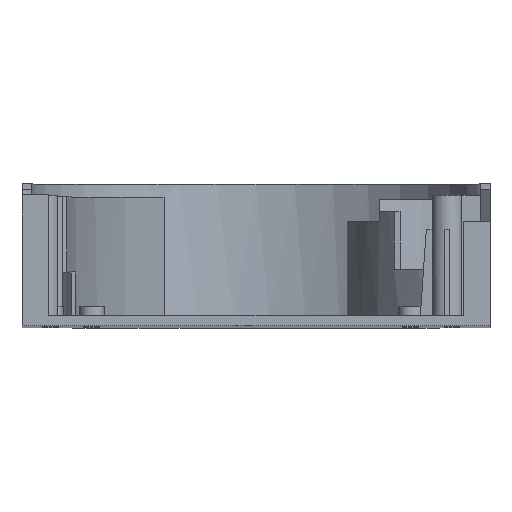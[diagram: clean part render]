
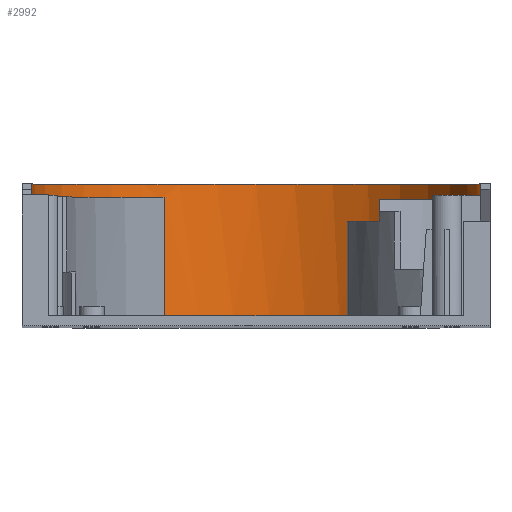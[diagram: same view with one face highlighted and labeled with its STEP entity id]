
A CAD part, top view. The second image highlights one B-rep face of the part: STEP entity #2992.
In plain terms, the highlighted cylindrical face has radius 46.5 mm (diameter 93 mm), a partial arc.
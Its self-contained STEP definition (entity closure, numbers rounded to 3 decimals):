
#17 = ORIENTED_EDGE ( 'NONE', *, *, #5665, .F. ) ;
#70 = ORIENTED_EDGE ( 'NONE', *, *, #4770, .F. ) ;
#101 = VECTOR ( 'NONE', #910, 1000. ) ;
#171 = CARTESIAN_POINT ( 'NONE',  ( -46.5, 29.8, -250.45 ) ) ;
#178 = AXIS2_PLACEMENT_3D ( 'NONE', #5710, #2993, #238 ) ;
#208 = DIRECTION ( 'NONE',  ( 0., -1., 0. ) ) ;
#222 = EDGE_LOOP ( 'NONE', ( #4524, #2192, #2704, #17, #4825, #3911, #70, #613, #1848, #445, #3260, #2042 ) ) ;
#238 = DIRECTION ( 'NONE',  ( 0., 0., 1. ) ) ;
#241 = LINE ( 'NONE', #2178, #2549 ) ;
#247 = LINE ( 'NONE', #4088, #101 ) ;
#269 = CARTESIAN_POINT ( 'NONE',  ( 0., 29.8, -250.45 ) ) ;
#346 = CARTESIAN_POINT ( 'NONE',  ( 46.368, 2., -253.95 ) ) ;
#445 = ORIENTED_EDGE ( 'NONE', *, *, #1860, .F. ) ;
#613 = ORIENTED_EDGE ( 'NONE', *, *, #862, .T. ) ;
#665 = VERTEX_POINT ( 'NONE', #1467 ) ;
#841 = CIRCLE ( 'NONE', #178, 46.5 ) ;
#862 = EDGE_CURVE ( 'NONE', #3895, #2125, #4801, .T. ) ;
#910 = DIRECTION ( 'NONE',  ( 0., -1., 0. ) ) ;
#1055 = CARTESIAN_POINT ( 'NONE',  ( 0., 2., -250.45 ) ) ;
#1057 = LINE ( 'NONE', #171, #4549 ) ;
#1107 = CARTESIAN_POINT ( 'NONE',  ( 0., 2., -250.45 ) ) ;
#1128 = EDGE_CURVE ( 'NONE', #1475, #1192, #1172, .T. ) ;
#1134 = CARTESIAN_POINT ( 'NONE',  ( 45.299, 26.5, -260.95 ) ) ;
#1135 = CARTESIAN_POINT ( 'NONE',  ( -19.067, 96.288, -292.861 ) ) ;
#1172 = LINE ( 'NONE', #1135, #2234 ) ;
#1192 = VERTEX_POINT ( 'NONE', #5758 ) ;
#1457 = CARTESIAN_POINT ( 'NONE',  ( -20.976, 2., -291.95 ) ) ;
#1467 = CARTESIAN_POINT ( 'NONE',  ( 46.368, 26.5, -253.95 ) ) ;
#1475 = VERTEX_POINT ( 'NONE', #4590 ) ;
#1516 = DIRECTION ( 'NONE',  ( -1., 0., 0. ) ) ;
#1518 = CIRCLE ( 'NONE', #5626, 46.5 ) ;
#1534 = AXIS2_PLACEMENT_3D ( 'NONE', #1055, #4223, #1516 ) ;
#1568 = CARTESIAN_POINT ( 'NONE',  ( 46.5, 2., -250.45 ) ) ;
#1573 = CIRCLE ( 'NONE', #1534, 46.5 ) ;
#1574 = DIRECTION ( 'NONE',  ( -1., 0., 0. ) ) ;
#1841 = LINE ( 'NONE', #4212, #2899 ) ;
#1848 = ORIENTED_EDGE ( 'NONE', *, *, #3212, .T. ) ;
#1854 = CARTESIAN_POINT ( 'NONE',  ( -20.976, 27.1, -291.95 ) ) ;
#1860 = EDGE_CURVE ( 'NONE', #3071, #5387, #5558, .T. ) ;
#1935 = EDGE_CURVE ( 'NONE', #665, #2130, #4199, .T. ) ;
#2042 = ORIENTED_EDGE ( 'NONE', *, *, #2674, .T. ) ;
#2125 = VERTEX_POINT ( 'NONE', #5383 ) ;
#2130 = VERTEX_POINT ( 'NONE', #346 ) ;
#2178 = CARTESIAN_POINT ( 'NONE',  ( -20.976, 96.288, -291.95 ) ) ;
#2192 = ORIENTED_EDGE ( 'NONE', *, *, #2548, .F. ) ;
#2234 = VECTOR ( 'NONE', #5694, 1000. ) ;
#2256 = VERTEX_POINT ( 'NONE', #1854 ) ;
#2440 = DIRECTION ( 'NONE',  ( 0., -1., 0. ) ) ;
#2532 = AXIS2_PLACEMENT_3D ( 'NONE', #2747, #3662, #5473 ) ;
#2548 = EDGE_CURVE ( 'NONE', #2559, #1192, #1573, .T. ) ;
#2549 = VECTOR ( 'NONE', #2643, 1000. ) ;
#2559 = VERTEX_POINT ( 'NONE', #3325 ) ;
#2572 = CARTESIAN_POINT ( 'NONE',  ( 0., 2., -250.45 ) ) ;
#2643 = DIRECTION ( 'NONE',  ( 0., -1., 0. ) ) ;
#2674 = EDGE_CURVE ( 'NONE', #2256, #1475, #841, .T. ) ;
#2704 = ORIENTED_EDGE ( 'NONE', *, *, #3944, .F. ) ;
#2723 = DIRECTION ( 'NONE',  ( 0., 1., 0. ) ) ;
#2747 = CARTESIAN_POINT ( 'NONE',  ( 0., 29.8, -250.45 ) ) ;
#2899 = VECTOR ( 'NONE', #4193, 1000. ) ;
#2960 = CARTESIAN_POINT ( 'NONE',  ( -46.5, 2., -250.45 ) ) ;
#2992 = ADVANCED_FACE ( 'NONE', ( #3418 ), #3282, .F. ) ;
#2993 = DIRECTION ( 'NONE',  ( 0., -1., 0. ) ) ;
#3014 = DIRECTION ( 'NONE',  ( 0., 1., 0. ) ) ;
#3022 = DIRECTION ( 'NONE',  ( -1., 0., 0. ) ) ;
#3027 = AXIS2_PLACEMENT_3D ( 'NONE', #2572, #5750, #3022 ) ;
#3071 = VERTEX_POINT ( 'NONE', #1457 ) ;
#3212 = EDGE_CURVE ( 'NONE', #2125, #5387, #1057, .T. ) ;
#3260 = ORIENTED_EDGE ( 'NONE', *, *, #4929, .F. ) ;
#3282 = CYLINDRICAL_SURFACE ( 'NONE', #2532, 46.5 ) ;
#3325 = CARTESIAN_POINT ( 'NONE',  ( 45.299, 2., -260.95 ) ) ;
#3350 = EDGE_CURVE ( 'NONE', #5832, #2130, #4115, .T. ) ;
#3418 = FACE_OUTER_BOUND ( 'NONE', #222, .T. ) ;
#3662 = DIRECTION ( 'NONE',  ( 0., -1., 0. ) ) ;
#3895 = VERTEX_POINT ( 'NONE', #5874 ) ;
#3911 = ORIENTED_EDGE ( 'NONE', *, *, #3350, .F. ) ;
#3944 = EDGE_CURVE ( 'NONE', #5350, #2559, #247, .T. ) ;
#4088 = CARTESIAN_POINT ( 'NONE',  ( 45.299, 12., -260.95 ) ) ;
#4115 = CIRCLE ( 'NONE', #3027, 46.5 ) ;
#4193 = DIRECTION ( 'NONE',  ( 0., -1., 0. ) ) ;
#4199 = LINE ( 'NONE', #4778, #5287 ) ;
#4212 = CARTESIAN_POINT ( 'NONE',  ( 46.5, 29.8, -250.45 ) ) ;
#4223 = DIRECTION ( 'NONE',  ( 0., 1., 0. ) ) ;
#4284 = DIRECTION ( 'NONE',  ( 0., 1., 0. ) ) ;
#4468 = AXIS2_PLACEMENT_3D ( 'NONE', #269, #3014, #5744 ) ;
#4524 = ORIENTED_EDGE ( 'NONE', *, *, #1128, .T. ) ;
#4549 = VECTOR ( 'NONE', #2440, 1000. ) ;
#4590 = CARTESIAN_POINT ( 'NONE',  ( -19.067, 27.1, -292.861 ) ) ;
#4770 = EDGE_CURVE ( 'NONE', #3895, #5832, #1841, .T. ) ;
#4778 = CARTESIAN_POINT ( 'NONE',  ( 46.368, 12., -253.95 ) ) ;
#4801 = CIRCLE ( 'NONE', #4468, 46.5 ) ;
#4825 = ORIENTED_EDGE ( 'NONE', *, *, #1935, .T. ) ;
#4929 = EDGE_CURVE ( 'NONE', #2256, #3071, #241, .T. ) ;
#5235 = AXIS2_PLACEMENT_3D ( 'NONE', #1107, #4284, #1574 ) ;
#5287 = VECTOR ( 'NONE', #208, 1000. ) ;
#5350 = VERTEX_POINT ( 'NONE', #1134 ) ;
#5383 = CARTESIAN_POINT ( 'NONE',  ( -46.5, 29.8, -250.45 ) ) ;
#5387 = VERTEX_POINT ( 'NONE', #2960 ) ;
#5442 = CARTESIAN_POINT ( 'NONE',  ( 0., 26.5, -250.45 ) ) ;
#5473 = DIRECTION ( 'NONE',  ( 1., 0., 0. ) ) ;
#5558 = CIRCLE ( 'NONE', #5235, 46.5 ) ;
#5626 = AXIS2_PLACEMENT_3D ( 'NONE', #5442, #2723, #5908 ) ;
#5665 = EDGE_CURVE ( 'NONE', #665, #5350, #1518, .T. ) ;
#5694 = DIRECTION ( 'NONE',  ( 0., -1., 0. ) ) ;
#5710 = CARTESIAN_POINT ( 'NONE',  ( 0., 27.1, -250.45 ) ) ;
#5744 = DIRECTION ( 'NONE',  ( -1., 0., 0. ) ) ;
#5750 = DIRECTION ( 'NONE',  ( 0., 1., 0. ) ) ;
#5758 = CARTESIAN_POINT ( 'NONE',  ( -19.067, 2., -292.861 ) ) ;
#5832 = VERTEX_POINT ( 'NONE', #1568 ) ;
#5874 = CARTESIAN_POINT ( 'NONE',  ( 46.5, 29.8, -250.45 ) ) ;
#5908 = DIRECTION ( 'NONE',  ( -1., 0., 0. ) ) ;
